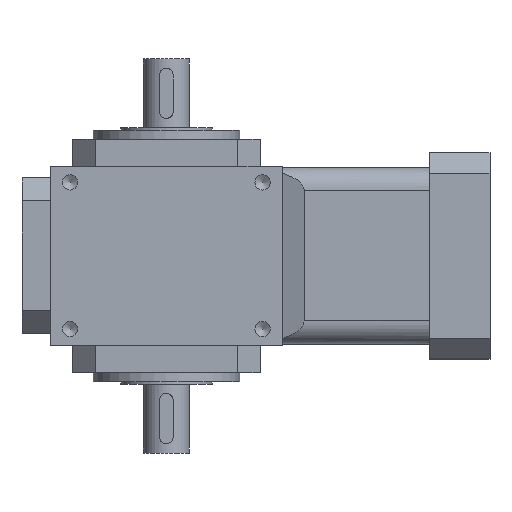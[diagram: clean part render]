
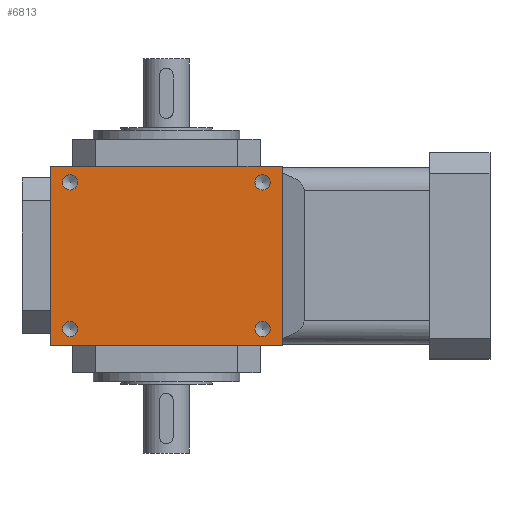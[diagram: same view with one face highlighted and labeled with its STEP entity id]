
A CAD part, top view. The second image highlights one B-rep face of the part: STEP entity #6813.
In plain terms, the highlighted planar face has unit normal (0, 0, 1).
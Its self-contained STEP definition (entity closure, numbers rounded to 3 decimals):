
#201=LINE('',#9253,#662);
#207=LINE('',#9272,#668);
#208=LINE('',#9348,#669);
#211=LINE('',#9356,#672);
#662=VECTOR('',#7702,1000.);
#668=VECTOR('',#7716,1000.);
#669=VECTOR('',#7807,1000.);
#672=VECTOR('',#7816,1000.);
#1181=ORIENTED_EDGE('',*,*,#2475,.T.);
#1182=ORIENTED_EDGE('',*,*,#2481,.T.);
#1183=ORIENTED_EDGE('',*,*,#2487,.T.);
#1184=ORIENTED_EDGE('',*,*,#2503,.T.);
#1185=ORIENTED_EDGE('',*,*,#2462,.F.);
#1186=ORIENTED_EDGE('',*,*,#2501,.F.);
#1187=ORIENTED_EDGE('',*,*,#2471,.T.);
#1188=ORIENTED_EDGE('',*,*,#2496,.T.);
#2462=EDGE_CURVE('',#3131,#3132,#201,.T.);
#2471=EDGE_CURVE('',#3138,#3140,#207,.T.);
#2475=EDGE_CURVE('',#3145,#3145,#3642,.T.);
#2481=EDGE_CURVE('',#3153,#3153,#3648,.T.);
#2487=EDGE_CURVE('',#3161,#3161,#3654,.T.);
#2496=EDGE_CURVE('',#3140,#3132,#208,.T.);
#2501=EDGE_CURVE('',#3138,#3131,#211,.T.);
#2503=EDGE_CURVE('',#3174,#3174,#3666,.T.);
#3131=VERTEX_POINT('',#9252);
#3132=VERTEX_POINT('',#9254);
#3138=VERTEX_POINT('',#9267);
#3140=VERTEX_POINT('',#9271);
#3145=VERTEX_POINT('',#9284);
#3153=VERTEX_POINT('',#9304);
#3161=VERTEX_POINT('',#9324);
#3174=VERTEX_POINT('',#9361);
#3642=CIRCLE('',#7163,3.324);
#3648=CIRCLE('',#7175,3.324);
#3654=CIRCLE('',#7187,3.324);
#3666=CIRCLE('',#7207,3.324);
#3882=EDGE_LOOP('',(#1181));
#3883=EDGE_LOOP('',(#1182));
#3884=EDGE_LOOP('',(#1183));
#3885=EDGE_LOOP('',(#1184));
#3886=EDGE_LOOP('',(#1185,#1186,#1187,#1188));
#4391=FACE_BOUND('',#3882,.T.);
#4392=FACE_BOUND('',#3883,.T.);
#4393=FACE_BOUND('',#3884,.T.);
#4394=FACE_BOUND('',#3885,.T.);
#4395=FACE_BOUND('',#3886,.T.);
#4859=PLANE('',#7206);
#6813=ADVANCED_FACE('',(#4391,#4392,#4393,#4394,#4395),#4859,.T.);
#7163=AXIS2_PLACEMENT_3D('',#9283,#7729,#7730);
#7175=AXIS2_PLACEMENT_3D('',#9303,#7753,#7754);
#7187=AXIS2_PLACEMENT_3D('',#9323,#7777,#7778);
#7206=AXIS2_PLACEMENT_3D('',#9359,#7819,#7820);
#7207=AXIS2_PLACEMENT_3D('',#9360,#7821,#7822);
#7702=DIRECTION('',(0.,1.,0.));
#7716=DIRECTION('',(0.,1.,0.));
#7729=DIRECTION('',(0.,0.,-1.));
#7730=DIRECTION('',(0.,-1.,0.));
#7753=DIRECTION('',(0.,0.,-1.));
#7754=DIRECTION('',(0.,-1.,0.));
#7777=DIRECTION('',(0.,0.,-1.));
#7778=DIRECTION('',(0.,-1.,0.));
#7807=DIRECTION('',(-1.,0.,0.));
#7816=DIRECTION('',(-1.,0.,0.));
#7819=DIRECTION('',(0.,0.,1.));
#7820=DIRECTION('',(1.,0.,0.));
#7821=DIRECTION('',(0.,0.,-1.));
#7822=DIRECTION('',(0.,-1.,0.));
#9252=CARTESIAN_POINT('',(-50.5,-39.,34.935));
#9253=CARTESIAN_POINT('',(-50.5,-39.,34.935));
#9254=CARTESIAN_POINT('',(-50.5,39.,34.935));
#9267=CARTESIAN_POINT('',(50.5,-39.,34.935));
#9271=CARTESIAN_POINT('',(50.5,39.,34.935));
#9272=CARTESIAN_POINT('',(50.5,-39.,34.935));
#9283=CARTESIAN_POINT('',(42.,32.,34.935));
#9284=CARTESIAN_POINT('',(42.,28.677,34.935));
#9303=CARTESIAN_POINT('',(42.,-32.,34.935));
#9304=CARTESIAN_POINT('',(42.,-35.324,34.935));
#9323=CARTESIAN_POINT('',(-42.,32.,34.935));
#9324=CARTESIAN_POINT('',(-42.,28.677,34.935));
#9348=CARTESIAN_POINT('',(50.5,39.,34.935));
#9356=CARTESIAN_POINT('',(50.5,-39.,34.935));
#9359=CARTESIAN_POINT('',(50.5,-39.,34.935));
#9360=CARTESIAN_POINT('',(-42.,-32.,34.935));
#9361=CARTESIAN_POINT('',(-42.,-35.324,34.935));
